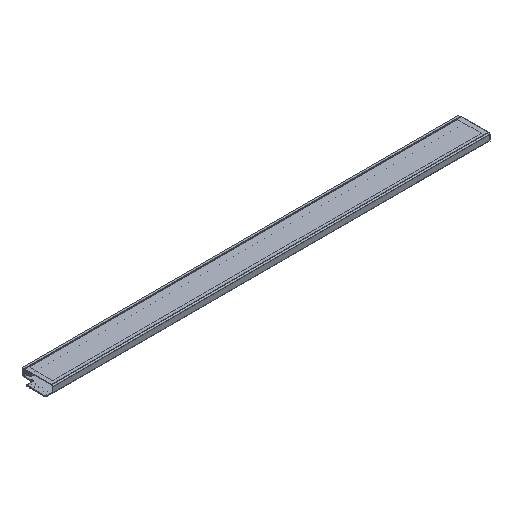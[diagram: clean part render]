
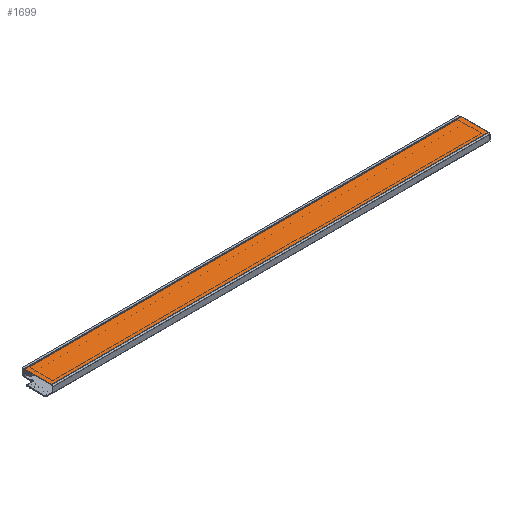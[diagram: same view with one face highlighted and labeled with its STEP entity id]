
A CAD part, isometric view. The second image highlights one B-rep face of the part: STEP entity #1699.
In plain terms, the highlighted planar face has unit normal (0, 0, 1).
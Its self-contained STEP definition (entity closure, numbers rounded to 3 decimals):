
#7 = ORIENTED_EDGE ( 'NONE', *, *, #1628, .T. ) ;
#21 = VECTOR ( 'NONE', #1891, 1000. ) ;
#124 = CARTESIAN_POINT ( 'NONE',  ( 203.6, 13.4, 0. ) ) ;
#142 = DIRECTION ( 'NONE',  ( 0., -1., 0. ) ) ;
#168 = LINE ( 'NONE', #1358, #430 ) ;
#261 = VECTOR ( 'NONE', #142, 1000. ) ;
#388 = LINE ( 'NONE', #1631, #261 ) ;
#413 = CARTESIAN_POINT ( 'NONE',  ( -2., 13.4, 0. ) ) ;
#425 = CARTESIAN_POINT ( 'NONE',  ( 0., 0., 0. ) ) ;
#430 = VECTOR ( 'NONE', #2426, 1000. ) ;
#516 = EDGE_LOOP ( 'NONE', ( #1204, #1716, #7, #1530 ) ) ;
#657 = CARTESIAN_POINT ( 'NONE',  ( -2., 0.7, 0. ) ) ;
#678 = VECTOR ( 'NONE', #2088, 1000. ) ;
#837 = DIRECTION ( 'NONE',  ( -1., 0., 0. ) ) ;
#894 = EDGE_CURVE ( 'NONE', #2691, #2595, #168, .T. ) ;
#895 = CARTESIAN_POINT ( 'NONE',  ( -2., 0.7, 0. ) ) ;
#974 = LINE ( 'NONE', #1469, #678 ) ;
#1009 = FACE_OUTER_BOUND ( 'NONE', #516, .T. ) ;
#1204 = ORIENTED_EDGE ( 'NONE', *, *, #2130, .T. ) ;
#1236 = VERTEX_POINT ( 'NONE', #895 ) ;
#1358 = CARTESIAN_POINT ( 'NONE',  ( 203.6, 0., 0. ) ) ;
#1448 = EDGE_CURVE ( 'NONE', #1688, #1236, #388, .T. ) ;
#1469 = CARTESIAN_POINT ( 'NONE',  ( -2., 13.4, 0. ) ) ;
#1530 = ORIENTED_EDGE ( 'NONE', *, *, #1448, .T. ) ;
#1628 = EDGE_CURVE ( 'NONE', #2595, #1688, #974, .T. ) ;
#1631 = CARTESIAN_POINT ( 'NONE',  ( -2., 0., 0. ) ) ;
#1643 = CARTESIAN_POINT ( 'NONE',  ( 203.6, 0.7, 0. ) ) ;
#1688 = VERTEX_POINT ( 'NONE', #413 ) ;
#1699 = ADVANCED_FACE ( 'NONE', ( #1009 ), #1709, .F. ) ;
#1709 = PLANE ( 'NONE',  #1979 ) ;
#1716 = ORIENTED_EDGE ( 'NONE', *, *, #894, .T. ) ;
#1891 = DIRECTION ( 'NONE',  ( 1., 0., 0. ) ) ;
#1979 = AXIS2_PLACEMENT_3D ( 'NONE', #425, #2120, #837 ) ;
#2088 = DIRECTION ( 'NONE',  ( -1., 0., 0. ) ) ;
#2120 = DIRECTION ( 'NONE',  ( 0., 0., -1. ) ) ;
#2130 = EDGE_CURVE ( 'NONE', #1236, #2691, #2344, .T. ) ;
#2344 = LINE ( 'NONE', #657, #21 ) ;
#2426 = DIRECTION ( 'NONE',  ( 0., 1., 0. ) ) ;
#2595 = VERTEX_POINT ( 'NONE', #124 ) ;
#2691 = VERTEX_POINT ( 'NONE', #1643 ) ;
